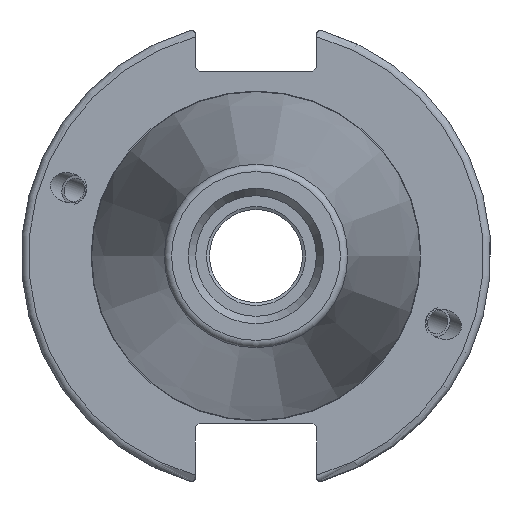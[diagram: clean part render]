
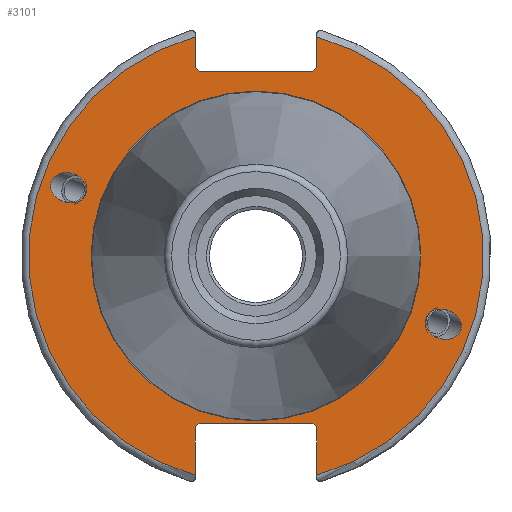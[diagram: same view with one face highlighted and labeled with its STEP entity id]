
A CAD part, left-side view. The second image highlights one B-rep face of the part: STEP entity #3101.
In plain terms, the highlighted planar face has unit normal (-1, 0, 0).
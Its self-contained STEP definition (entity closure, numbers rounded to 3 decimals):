
#400=ELLIPSE('',#3381,2.442,2.);
#409=ELLIPSE('',#3424,2.442,2.);
#420=PLANE('',#3430);
#479=FACE_BOUND('',#791,.T.);
#480=FACE_BOUND('',#792,.T.);
#481=FACE_BOUND('',#793,.T.);
#619=FACE_OUTER_BOUND('',#790,.T.);
#790=EDGE_LOOP('',(#2339,#2340,#2341,#2342,#2343,#2344,#2345,#2346,#2347,
#2348,#2349,#2350));
#791=EDGE_LOOP('',(#2351));
#792=EDGE_LOOP('',(#2352));
#793=EDGE_LOOP('',(#2353));
#966=LINE('',#5028,#1134);
#967=LINE('',#5030,#1135);
#968=LINE('',#5032,#1136);
#969=LINE('',#5034,#1137);
#970=LINE('',#5036,#1138);
#971=LINE('',#5040,#1139);
#972=LINE('',#5042,#1140);
#973=LINE('',#5044,#1141);
#974=LINE('',#5046,#1142);
#975=LINE('',#5047,#1143);
#1134=VECTOR('',#3932,10.);
#1135=VECTOR('',#3933,10.);
#1136=VECTOR('',#3934,10.);
#1137=VECTOR('',#3935,10.);
#1138=VECTOR('',#3936,10.);
#1139=VECTOR('',#3939,10.);
#1140=VECTOR('',#3940,10.);
#1141=VECTOR('',#3941,10.);
#1142=VECTOR('',#3942,10.);
#1143=VECTOR('',#3943,10.);
#1302=CIRCLE('',#3428,22.3);
#1304=CIRCLE('',#3431,30.75);
#1305=CIRCLE('',#3432,30.75);
#1455=VERTEX_POINT('',#4829);
#1495=VERTEX_POINT('',#5012);
#1498=VERTEX_POINT('',#5019);
#1499=VERTEX_POINT('',#5024);
#1500=VERTEX_POINT('',#5025);
#1501=VERTEX_POINT('',#5027);
#1502=VERTEX_POINT('',#5029);
#1503=VERTEX_POINT('',#5031);
#1504=VERTEX_POINT('',#5033);
#1505=VERTEX_POINT('',#5035);
#1506=VERTEX_POINT('',#5037);
#1507=VERTEX_POINT('',#5039);
#1508=VERTEX_POINT('',#5041);
#1509=VERTEX_POINT('',#5043);
#1510=VERTEX_POINT('',#5045);
#1760=EDGE_CURVE('',#1455,#1455,#400,.T.);
#1816=EDGE_CURVE('',#1495,#1495,#409,.T.);
#1819=EDGE_CURVE('',#1498,#1498,#1302,.T.);
#1821=EDGE_CURVE('',#1499,#1500,#1304,.T.);
#1822=EDGE_CURVE('',#1499,#1501,#966,.T.);
#1823=EDGE_CURVE('',#1502,#1501,#967,.T.);
#1824=EDGE_CURVE('',#1502,#1503,#968,.T.);
#1825=EDGE_CURVE('',#1504,#1503,#969,.T.);
#1826=EDGE_CURVE('',#1504,#1505,#970,.T.);
#1827=EDGE_CURVE('',#1506,#1505,#1305,.T.);
#1828=EDGE_CURVE('',#1506,#1507,#971,.T.);
#1829=EDGE_CURVE('',#1508,#1507,#972,.T.);
#1830=EDGE_CURVE('',#1508,#1509,#973,.T.);
#1831=EDGE_CURVE('',#1510,#1509,#974,.T.);
#1832=EDGE_CURVE('',#1510,#1500,#975,.T.);
#2339=ORIENTED_EDGE('',*,*,#1821,.F.);
#2340=ORIENTED_EDGE('',*,*,#1822,.T.);
#2341=ORIENTED_EDGE('',*,*,#1823,.F.);
#2342=ORIENTED_EDGE('',*,*,#1824,.T.);
#2343=ORIENTED_EDGE('',*,*,#1825,.F.);
#2344=ORIENTED_EDGE('',*,*,#1826,.T.);
#2345=ORIENTED_EDGE('',*,*,#1827,.F.);
#2346=ORIENTED_EDGE('',*,*,#1828,.T.);
#2347=ORIENTED_EDGE('',*,*,#1829,.F.);
#2348=ORIENTED_EDGE('',*,*,#1830,.T.);
#2349=ORIENTED_EDGE('',*,*,#1831,.F.);
#2350=ORIENTED_EDGE('',*,*,#1832,.T.);
#2351=ORIENTED_EDGE('',*,*,#1760,.T.);
#2352=ORIENTED_EDGE('',*,*,#1816,.T.);
#2353=ORIENTED_EDGE('',*,*,#1819,.F.);
#3101=ADVANCED_FACE('',(#619,#479,#480,#481),#420,.T.);
#3381=AXIS2_PLACEMENT_3D('',#4831,#3813,#3814);
#3424=AXIS2_PLACEMENT_3D('',#5014,#3916,#3917);
#3428=AXIS2_PLACEMENT_3D('',#5021,#3924,#3925);
#3430=AXIS2_PLACEMENT_3D('',#5023,#3928,#3929);
#3431=AXIS2_PLACEMENT_3D('',#5026,#3930,#3931);
#3432=AXIS2_PLACEMENT_3D('',#5038,#3937,#3938);
#3813=DIRECTION('center_axis',(1.,0.,0.));
#3814=DIRECTION('ref_axis',(0.,-0.94,-0.342));
#3916=DIRECTION('center_axis',(1.,0.,0.));
#3917=DIRECTION('ref_axis',(0.,0.94,0.342));
#3924=DIRECTION('center_axis',(-1.,0.,0.));
#3925=DIRECTION('ref_axis',(0.,-1.,0.));
#3928=DIRECTION('center_axis',(-1.,0.,0.));
#3929=DIRECTION('ref_axis',(0.,0.,1.));
#3930=DIRECTION('center_axis',(1.,0.,0.));
#3931=DIRECTION('ref_axis',(0.,-1.,0.));
#3932=DIRECTION('',(0.,0.,-1.));
#3933=DIRECTION('',(0.,-0.707,0.707));
#3934=DIRECTION('',(0.,1.,0.));
#3935=DIRECTION('',(0.,-0.707,-0.707));
#3936=DIRECTION('',(0.,0.,1.));
#3937=DIRECTION('center_axis',(1.,0.,0.));
#3938=DIRECTION('ref_axis',(0.,1.,0.));
#3939=DIRECTION('',(0.,0.,1.));
#3940=DIRECTION('',(0.,0.707,-0.707));
#3941=DIRECTION('',(0.,-1.,0.));
#3942=DIRECTION('',(0.,0.707,0.707));
#3943=DIRECTION('',(0.,0.,-1.));
#4829=CARTESIAN_POINT('',(3.175,-23.077,-8.399));
#4831=CARTESIAN_POINT('Origin',(3.175,-25.372,-9.235));
#5012=CARTESIAN_POINT('',(3.175,23.077,8.399));
#5014=CARTESIAN_POINT('Origin',(3.175,25.372,9.235));
#5019=CARTESIAN_POINT('',(3.175,0.,22.3));
#5021=CARTESIAN_POINT('Origin',(3.175,0.,0.));
#5023=CARTESIAN_POINT('Origin',(3.175,31.75,0.));
#5024=CARTESIAN_POINT('',(3.175,-8.19,29.639));
#5025=CARTESIAN_POINT('',(3.175,-8.19,-29.639));
#5026=CARTESIAN_POINT('Origin',(3.175,0.,0.));
#5027=CARTESIAN_POINT('',(3.175,-8.19,25.5));
#5028=CARTESIAN_POINT('',(3.175,-8.19,12.5));
#5029=CARTESIAN_POINT('',(3.175,-7.69,25.));
#5030=CARTESIAN_POINT('',(3.175,8.295,9.015));
#5031=CARTESIAN_POINT('',(3.175,7.69,25.));
#5032=CARTESIAN_POINT('',(3.175,15.875,25.));
#5033=CARTESIAN_POINT('',(3.175,8.19,25.5));
#5034=CARTESIAN_POINT('',(3.175,7.58,24.89));
#5035=CARTESIAN_POINT('',(3.175,8.19,29.639));
#5036=CARTESIAN_POINT('',(3.175,8.19,12.5));
#5037=CARTESIAN_POINT('',(3.175,8.19,-29.639));
#5038=CARTESIAN_POINT('Origin',(3.175,0.,0.));
#5039=CARTESIAN_POINT('',(3.175,8.19,-23.1));
#5040=CARTESIAN_POINT('',(3.175,8.19,-11.3));
#5041=CARTESIAN_POINT('',(3.175,7.69,-22.6));
#5042=CARTESIAN_POINT('',(3.175,8.18,-23.09));
#5043=CARTESIAN_POINT('',(3.175,-7.69,-22.6));
#5044=CARTESIAN_POINT('',(3.175,15.875,-22.6));
#5045=CARTESIAN_POINT('',(3.175,-8.19,-23.1));
#5046=CARTESIAN_POINT('',(3.175,7.695,-7.215));
#5047=CARTESIAN_POINT('',(3.175,-8.19,-11.3));
